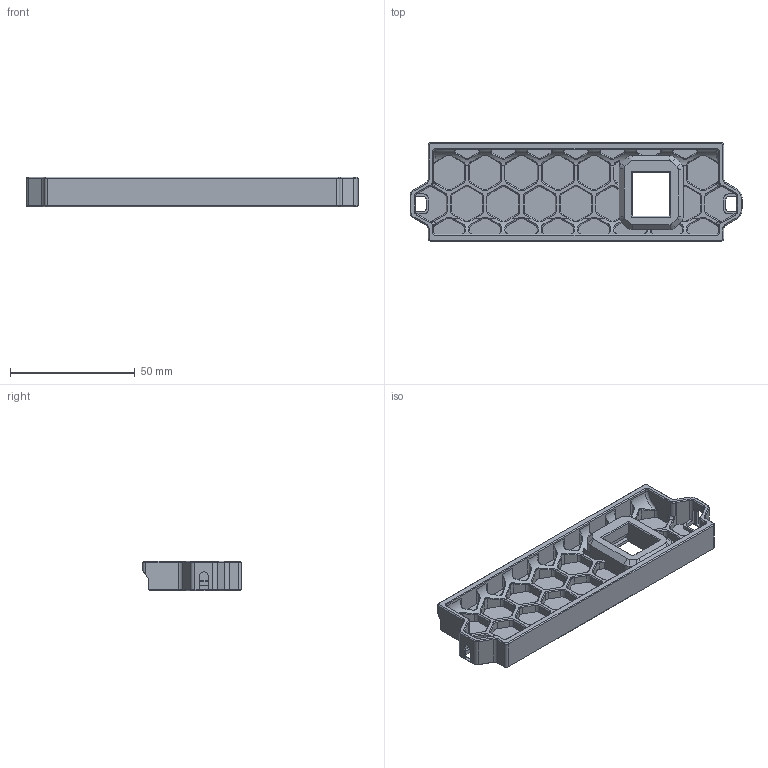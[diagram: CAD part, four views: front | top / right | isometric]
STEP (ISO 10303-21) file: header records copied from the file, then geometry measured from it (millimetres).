
FILE_DESCRIPTION(/* description */ (''),/* implementation_level */ '2;1');
FILE_NAME(/* name */ 'Rear_Skirt_Keystone_Mesh.step',/* time_stamp */ '2023-02-19T11:18:26Z',/* author */ (''),/* organization */ (''),/* preprocessor_version */ 'ST-DEVELOPER v19.2',/* originating_system */ 'Autodesk Translation Framework v11.17.0.187',/* authorisation */ '');
FILE_SCHEMA (('AUTOMOTIVE_DESIGN { 1 0 10303 214 3 1 1 }'));
Products named in the file (1): v02_rear_skirt_keystone
Bounding box: 132.82 x 39.5 x 12 mm (x, y, z)
Volume: 18193.3 mm3; surface area: 19379.2 mm2
Topology: 1 solids, 1 shells, 843 faces, 2162 edges, 1277 vertices
Faces by surface type: plane 359, cylinder 193, bspline 157, cone 126, torus 8
Entity records: 49074 total; most frequent: CARTESIAN_POINT 29581, ORIENTED_EDGE 4246, DIRECTION 3765, EDGE_CURVE 2123, LINE 1319, VECTOR 1319, VERTEX_POINT 1277, AXIS2_PLACEMENT_3D 1223
